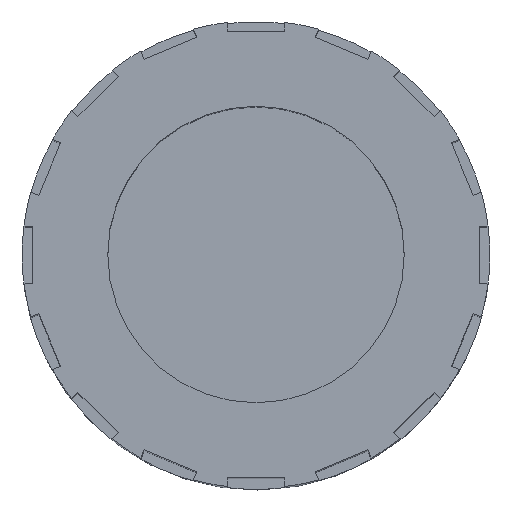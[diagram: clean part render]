
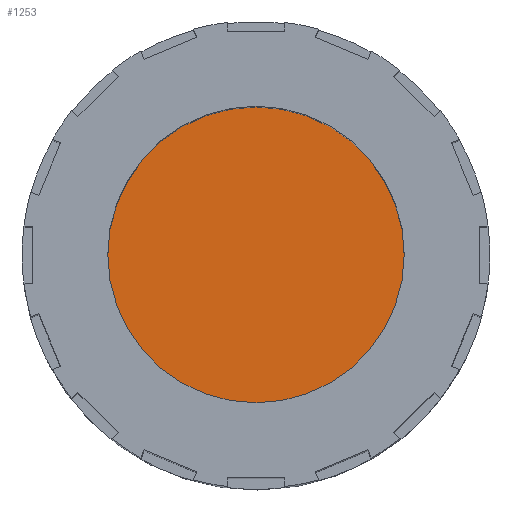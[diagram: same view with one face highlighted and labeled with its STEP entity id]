
A CAD part, top view. The second image highlights one B-rep face of the part: STEP entity #1253.
In plain terms, the highlighted planar face has unit normal (0, 0, 1).
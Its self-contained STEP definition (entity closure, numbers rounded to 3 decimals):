
#1247 = ORIENTED_EDGE ( 'NONE', *, *, #1341, .F. ) ;
#1249 = ORIENTED_EDGE ( 'NONE', *, *, #1272, .F. ) ;
#1251 = EDGE_LOOP ( 'NONE', ( #1247, #1249 ) ) ;
#1253 = ADVANCED_FACE ( 'NONE', ( #2093 ), #2092, .F. ) ;
#1272 = EDGE_CURVE ( 'NONE', #1312, #1315, #2134, .T. ) ;
#1312 = VERTEX_POINT ( 'NONE', #2204 ) ;
#1315 = VERTEX_POINT ( 'NONE', #2199 ) ;
#1341 = EDGE_CURVE ( 'NONE', #1315, #1312, #2307, .T. ) ;
#2092 = PLANE ( 'NONE',  #2153 ) ;
#2093 = FACE_OUTER_BOUND ( 'NONE', #1251, .T. ) ;
#2130 = DIRECTION ( 'NONE',  ( 1., 0., 0. ) ) ;
#2131 = DIRECTION ( 'NONE',  ( 0., 0., -1. ) ) ;
#2132 = CARTESIAN_POINT ( 'NONE',  ( 0., 0., 4.9 ) ) ;
#2133 = AXIS2_PLACEMENT_3D ( 'NONE', #2132, #2131, #2130 ) ;
#2134 = CIRCLE ( 'NONE', #2133, 1.3 ) ;
#2150 = DIRECTION ( 'NONE',  ( 0., -1., 0. ) ) ;
#2151 = DIRECTION ( 'NONE',  ( 0., 0., -1. ) ) ;
#2152 = CARTESIAN_POINT ( 'NONE',  ( 1.352, 1.352, 4.9 ) ) ;
#2153 = AXIS2_PLACEMENT_3D ( 'NONE', #2152, #2151, #2150 ) ;
#2199 = CARTESIAN_POINT ( 'NONE',  ( 1.3, 0., 4.9 ) ) ;
#2204 = CARTESIAN_POINT ( 'NONE',  ( -1.3, 0., 4.9 ) ) ;
#2258 = CARTESIAN_POINT ( 'NONE',  ( 0., 0., 4.9 ) ) ;
#2304 = DIRECTION ( 'NONE',  ( 1., 0., 0. ) ) ;
#2305 = DIRECTION ( 'NONE',  ( 0., 0., -1. ) ) ;
#2306 = AXIS2_PLACEMENT_3D ( 'NONE', #2258, #2305, #2304 ) ;
#2307 = CIRCLE ( 'NONE', #2306, 1.3 ) ;
